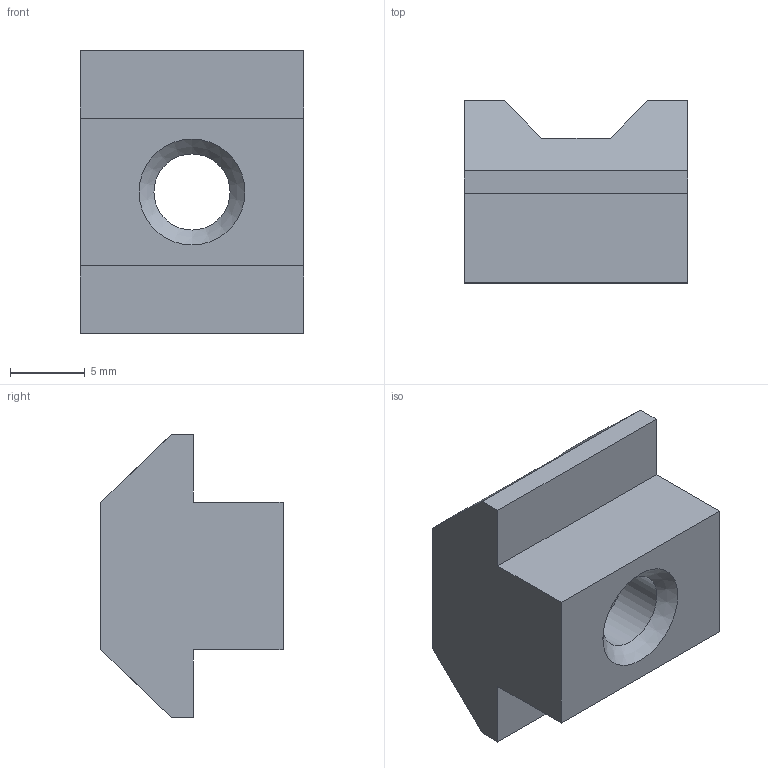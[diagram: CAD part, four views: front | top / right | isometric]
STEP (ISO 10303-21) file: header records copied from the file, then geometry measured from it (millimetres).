
FILE_DESCRIPTION(('FreeCAD Model'),'2;1');
FILE_NAME('Open CASCADE Shape Model','2025-01-26T15:07:15',(''),(''), 'Open CASCADE STEP processor 7.8','FreeCAD','Unknown');
FILE_SCHEMA(('AUTOMOTIVE_DESIGN { 1 0 10303 214 1 1 1 1 }'));
Length unit declared in the file: millimetre
Products named in the file (1): Nut - Basic
Bounding box: 15 x 12.2 x 19 mm (x, y, z)
Volume: 1709.1 mm3; surface area: 1361.3 mm2
Topology: 1 solids, 1 shells, 26 faces, 67 edges, 43 vertices
Faces by surface type: plane 24, cone 1, cylinder 1
Full cylindrical faces by diameter (mm): 5.1 x1
Entity records: 800 total; most frequent: CARTESIAN_POINT 137, ORIENTED_EDGE 134, DIRECTION 124, EDGE_CURVE 67, LINE 64, VECTOR 64, VERTEX_POINT 43, AXIS2_PLACEMENT_3D 30
